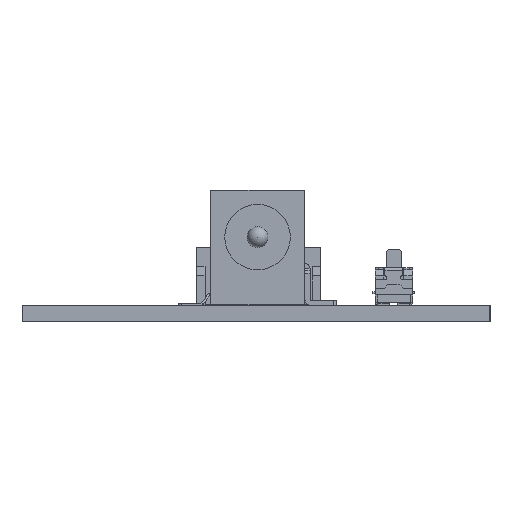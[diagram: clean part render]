
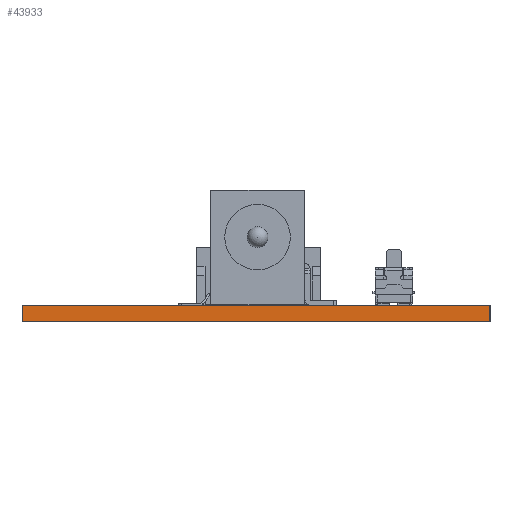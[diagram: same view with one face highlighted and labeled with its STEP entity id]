
A CAD part, left-side view. The second image highlights one B-rep face of the part: STEP entity #43933.
In plain terms, the highlighted planar face has unit normal (-1, 0, 0).
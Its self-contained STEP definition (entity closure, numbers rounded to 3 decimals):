
#43752 = PLANE('',#43753);
#43753 = AXIS2_PLACEMENT_3D('',#43754,#43755,#43756);
#43754 = CARTESIAN_POINT('',(51.,0.,0.));
#43755 = DIRECTION('',(0.,-1.,0.));
#43756 = DIRECTION('',(-1.,0.,0.));
#43777 = VERTEX_POINT('',#43778);
#43778 = CARTESIAN_POINT('',(0.,0.,1.58));
#43792 = PLANE('',#43793);
#43793 = AXIS2_PLACEMENT_3D('',#43794,#43795,#43796);
#43794 = CARTESIAN_POINT('',(25.5,22.5,1.58));
#43795 = DIRECTION('',(-0.,-0.,-1.));
#43796 = DIRECTION('',(-1.,0.,0.));
#43804 = EDGE_CURVE('',#43805,#43777,#43807,.T.);
#43805 = VERTEX_POINT('',#43806);
#43806 = CARTESIAN_POINT('',(0.,-0.,0.));
#43807 = SURFACE_CURVE('',#43808,(#43812,#43819),.PCURVE_S1.);
#43808 = LINE('',#43809,#43810);
#43809 = CARTESIAN_POINT('',(0.,-0.,0.));
#43810 = VECTOR('',#43811,1.);
#43811 = DIRECTION('',(0.,0.,1.));
#43812 = PCURVE('',#43752,#43813);
#43813 = DEFINITIONAL_REPRESENTATION('',(#43814),#43818);
#43814 = LINE('',#43815,#43816);
#43815 = CARTESIAN_POINT('',(51.,0.));
#43816 = VECTOR('',#43817,1.);
#43817 = DIRECTION('',(0.,-1.));
#43818 = ( GEOMETRIC_REPRESENTATION_CONTEXT(2) 
PARAMETRIC_REPRESENTATION_CONTEXT() REPRESENTATION_CONTEXT('2D SPACE',''
  ) );
#43819 = PCURVE('',#43820,#43825);
#43820 = PLANE('',#43821);
#43821 = AXIS2_PLACEMENT_3D('',#43822,#43823,#43824);
#43822 = CARTESIAN_POINT('',(0.,0.,0.));
#43823 = DIRECTION('',(-1.,0.,0.));
#43824 = DIRECTION('',(0.,1.,0.));
#43825 = DEFINITIONAL_REPRESENTATION('',(#43826),#43830);
#43826 = LINE('',#43827,#43828);
#43827 = CARTESIAN_POINT('',(0.,0.));
#43828 = VECTOR('',#43829,1.);
#43829 = DIRECTION('',(0.,-1.));
#43830 = ( GEOMETRIC_REPRESENTATION_CONTEXT(2) 
PARAMETRIC_REPRESENTATION_CONTEXT() REPRESENTATION_CONTEXT('2D SPACE',''
  ) );
#43846 = PLANE('',#43847);
#43847 = AXIS2_PLACEMENT_3D('',#43848,#43849,#43850);
#43848 = CARTESIAN_POINT('',(25.5,22.5,0.));
#43849 = DIRECTION('',(-0.,-0.,-1.));
#43850 = DIRECTION('',(-1.,0.,0.));
#43879 = PLANE('',#43880);
#43880 = AXIS2_PLACEMENT_3D('',#43881,#43882,#43883);
#43881 = CARTESIAN_POINT('',(0.,45.,0.));
#43882 = DIRECTION('',(0.,1.,0.));
#43883 = DIRECTION('',(1.,0.,0.));
#43933 = ADVANCED_FACE('',(#43934),#43820,.T.);
#43934 = FACE_BOUND('',#43935,.T.);
#43935 = EDGE_LOOP('',(#43936,#43937,#43960,#43983));
#43936 = ORIENTED_EDGE('',*,*,#43804,.T.);
#43937 = ORIENTED_EDGE('',*,*,#43938,.T.);
#43938 = EDGE_CURVE('',#43777,#43939,#43941,.T.);
#43939 = VERTEX_POINT('',#43940);
#43940 = CARTESIAN_POINT('',(0.,45.,1.58));
#43941 = SURFACE_CURVE('',#43942,(#43946,#43953),.PCURVE_S1.);
#43942 = LINE('',#43943,#43944);
#43943 = CARTESIAN_POINT('',(0.,0.,1.58));
#43944 = VECTOR('',#43945,1.);
#43945 = DIRECTION('',(0.,1.,0.));
#43946 = PCURVE('',#43820,#43947);
#43947 = DEFINITIONAL_REPRESENTATION('',(#43948),#43952);
#43948 = LINE('',#43949,#43950);
#43949 = CARTESIAN_POINT('',(0.,-1.58));
#43950 = VECTOR('',#43951,1.);
#43951 = DIRECTION('',(1.,0.));
#43952 = ( GEOMETRIC_REPRESENTATION_CONTEXT(2) 
PARAMETRIC_REPRESENTATION_CONTEXT() REPRESENTATION_CONTEXT('2D SPACE',''
  ) );
#43953 = PCURVE('',#43792,#43954);
#43954 = DEFINITIONAL_REPRESENTATION('',(#43955),#43959);
#43955 = LINE('',#43956,#43957);
#43956 = CARTESIAN_POINT('',(25.5,-22.5));
#43957 = VECTOR('',#43958,1.);
#43958 = DIRECTION('',(0.,1.));
#43959 = ( GEOMETRIC_REPRESENTATION_CONTEXT(2) 
PARAMETRIC_REPRESENTATION_CONTEXT() REPRESENTATION_CONTEXT('2D SPACE',''
  ) );
#43960 = ORIENTED_EDGE('',*,*,#43961,.F.);
#43961 = EDGE_CURVE('',#43962,#43939,#43964,.T.);
#43962 = VERTEX_POINT('',#43963);
#43963 = CARTESIAN_POINT('',(0.,45.,0.));
#43964 = SURFACE_CURVE('',#43965,(#43969,#43976),.PCURVE_S1.);
#43965 = LINE('',#43966,#43967);
#43966 = CARTESIAN_POINT('',(0.,45.,0.));
#43967 = VECTOR('',#43968,1.);
#43968 = DIRECTION('',(0.,0.,1.));
#43969 = PCURVE('',#43820,#43970);
#43970 = DEFINITIONAL_REPRESENTATION('',(#43971),#43975);
#43971 = LINE('',#43972,#43973);
#43972 = CARTESIAN_POINT('',(45.,0.));
#43973 = VECTOR('',#43974,1.);
#43974 = DIRECTION('',(0.,-1.));
#43975 = ( GEOMETRIC_REPRESENTATION_CONTEXT(2) 
PARAMETRIC_REPRESENTATION_CONTEXT() REPRESENTATION_CONTEXT('2D SPACE',''
  ) );
#43976 = PCURVE('',#43879,#43977);
#43977 = DEFINITIONAL_REPRESENTATION('',(#43978),#43982);
#43978 = LINE('',#43979,#43980);
#43979 = CARTESIAN_POINT('',(0.,0.));
#43980 = VECTOR('',#43981,1.);
#43981 = DIRECTION('',(0.,-1.));
#43982 = ( GEOMETRIC_REPRESENTATION_CONTEXT(2) 
PARAMETRIC_REPRESENTATION_CONTEXT() REPRESENTATION_CONTEXT('2D SPACE',''
  ) );
#43983 = ORIENTED_EDGE('',*,*,#43984,.F.);
#43984 = EDGE_CURVE('',#43805,#43962,#43985,.T.);
#43985 = SURFACE_CURVE('',#43986,(#43990,#43997),.PCURVE_S1.);
#43986 = LINE('',#43987,#43988);
#43987 = CARTESIAN_POINT('',(0.,-0.,0.));
#43988 = VECTOR('',#43989,1.);
#43989 = DIRECTION('',(0.,1.,0.));
#43990 = PCURVE('',#43820,#43991);
#43991 = DEFINITIONAL_REPRESENTATION('',(#43992),#43996);
#43992 = LINE('',#43993,#43994);
#43993 = CARTESIAN_POINT('',(0.,0.));
#43994 = VECTOR('',#43995,1.);
#43995 = DIRECTION('',(1.,0.));
#43996 = ( GEOMETRIC_REPRESENTATION_CONTEXT(2) 
PARAMETRIC_REPRESENTATION_CONTEXT() REPRESENTATION_CONTEXT('2D SPACE',''
  ) );
#43997 = PCURVE('',#43846,#43998);
#43998 = DEFINITIONAL_REPRESENTATION('',(#43999),#44003);
#43999 = LINE('',#44000,#44001);
#44000 = CARTESIAN_POINT('',(25.5,-22.5));
#44001 = VECTOR('',#44002,1.);
#44002 = DIRECTION('',(0.,1.));
#44003 = ( GEOMETRIC_REPRESENTATION_CONTEXT(2) 
PARAMETRIC_REPRESENTATION_CONTEXT() REPRESENTATION_CONTEXT('2D SPACE',''
  ) );
